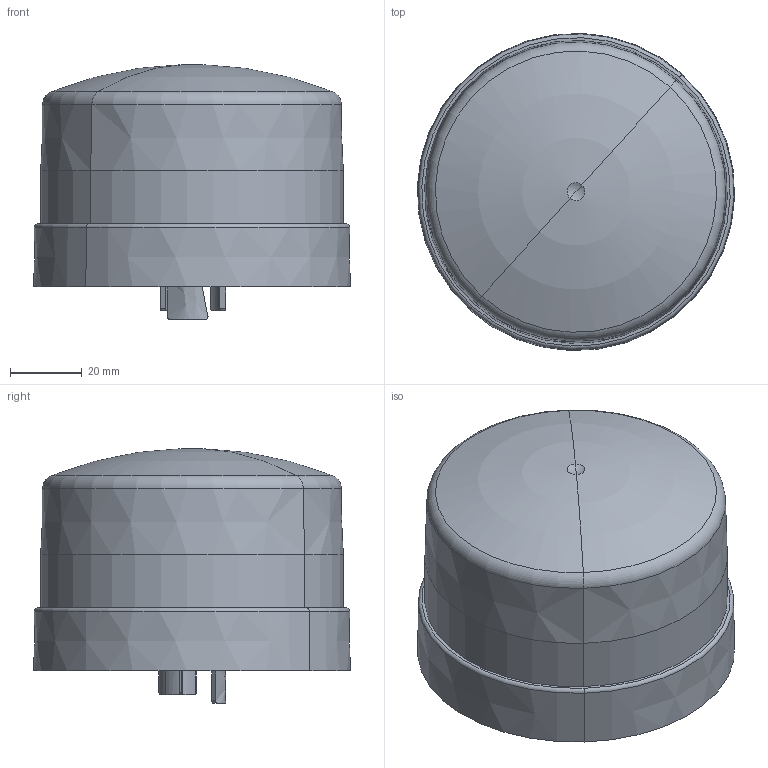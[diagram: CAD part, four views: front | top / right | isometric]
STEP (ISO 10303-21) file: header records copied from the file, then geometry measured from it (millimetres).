
FILE_DESCRIPTION(('Creo Elements/Direct Modeling STEP Export'),'2;1');
FILE_NAME('3D_Nema_Easy.stp','2021-08-02T10:02:39',(''),(''),'PTC Creo Elements/Direct Modeling STEP processor for AP214 (Solid Model)','PTC Creo Elements/Direct Modeling 19.0E 27-Jun-2016 (C) Parametric Technology GmbH','');
FILE_SCHEMA(('AUTOMOTIVE_DESIGN { 1 0 10303 214 1 1 1 1 }'));
Length unit declared in the file: millimetre
Products named in the file (6): Casing; connection; Subprint; Main_Board; PCB
Assembly tree (5 placements, depth 3):
  Casing
    PCB
      Main_Board
      Subprint
    connection
    Casing
Bounding box: 88.55 x 88.55 x 71.15 mm (x, y, z)
Volume: 94264.7 mm3; surface area: 69906.4 mm2
Topology: 3 solids, 9 shells, 2454 faces, 6878 edges, 4449 vertices
Faces by surface type: plane 1936, cylinder 402, torus 54, bspline 35, cone 19, sphere 8
Entity records: 103270 total; most frequent: CARTESIAN_POINT 20934, ORIENTED_EDGE 13770, DIRECTION 12152, EDGE_CURVE 6872, VECTOR 5782, LINE 5782, VERTEX_POINT 4449, AXIS2_PLACEMENT_3D 3185
